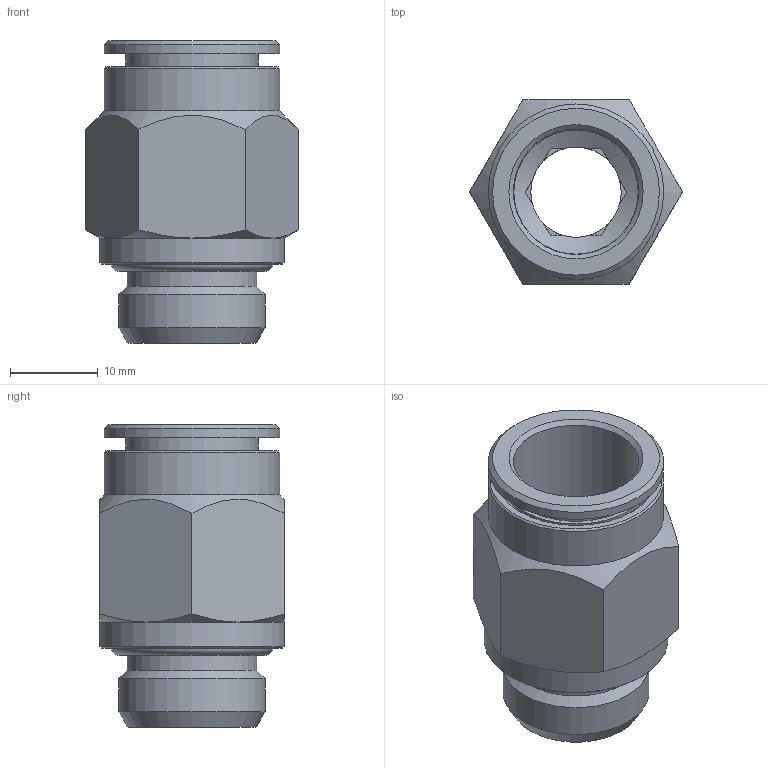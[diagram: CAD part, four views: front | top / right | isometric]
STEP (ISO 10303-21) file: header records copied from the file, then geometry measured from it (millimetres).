
FILE_DESCRIPTION(( 'RV.01.14.38.STP' ), '1');
FILE_NAME( 'RV.01.14.38.STP', '2018-10-09T16:04:26',( 'Sopra'),('sopra-pneumatic.com'), 'SwSTEP 2.0','SolidWorks 2009','' );
FILE_SCHEMA (('AUTOMOTIVE_DESIGN { 1 0 10303 214 1 1 1 1 }'));
Length unit declared in the file: millimetre
Products named in the file (4): Root; DR14-5; OR 14X1.78; R200116
Assembly tree (3 placements, depth 2):
  Root
    DR14-5
    OR 14X1.78
    R200116
Bounding box: 24.25 x 21 x 34.5 mm (x, y, z)
Volume: 5482.6 mm3; surface area: 5845 mm2
Topology: 3 solids, 3 shells, 66 faces, 151 edges, 95 vertices
Faces by surface type: plane 34, cone 17, cylinder 12, torus 3
Full cylindrical faces by diameter (mm): 10.3 x1, 14.15 x1, 14.3 x1, 14.75 x1, 15.1 x1, 15.2 x1, 16.2 x1, 16.5 x1, 16.662 x1, 20 x2, 21 x1
Entity records: 2939 total; most frequent: DIRECTION 342, CARTESIAN_POINT 276, PRESENTATION_STYLE_ASSIGNMENT 237, COLOUR_RGB 236, DRAUGHTING_PRE_DEFINED_CURVE_FONT 234, CURVE_STYLE 234, OVER_RIDING_STYLED_ITEM 234, ORIENTED_EDGE 234
